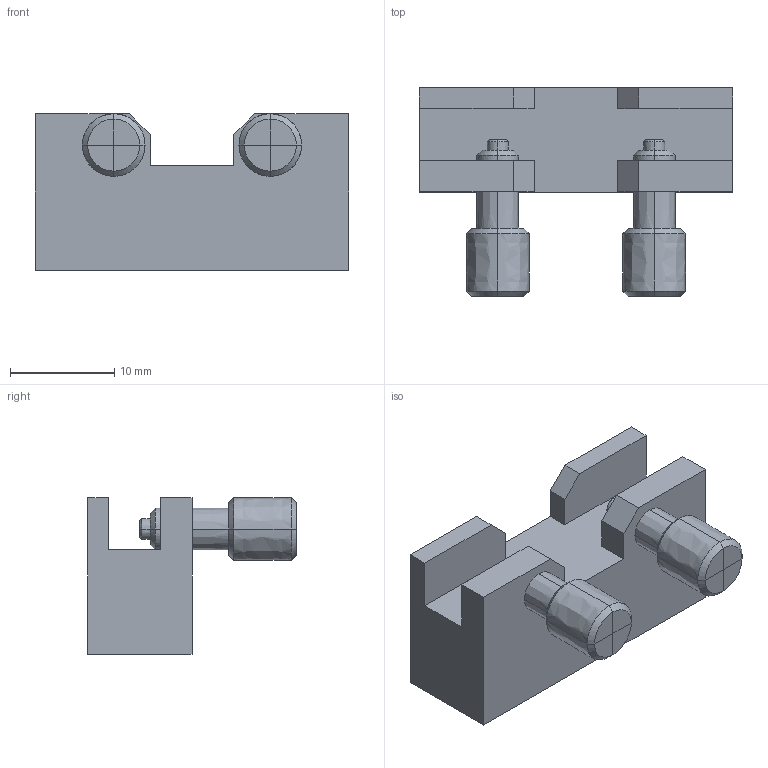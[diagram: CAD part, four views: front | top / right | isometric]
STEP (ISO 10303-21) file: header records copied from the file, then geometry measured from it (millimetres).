
FILE_DESCRIPTION (( 'STEP AP203' ), '1' );
FILE_NAME ('54996_54996.step', '2021-02-01T18:02:26', ( '' ), ( '' ), 'SwSTEP 2.0', 'SolidWorks 2018', '' );
FILE_SCHEMA (( 'CONFIG_CONTROL_DESIGN' ));
Length unit declared in the file: millimetre
Products named in the file (1): 54996_54996
Bounding box: 30 x 20 x 15 mm (x, y, z)
Volume: 3818.9 mm3; surface area: 2675 mm2
Topology: 5 solids, 5 shells, 158 faces, 338 edges, 177 vertices
Faces by surface type: bspline 158
Entity records: 4495 total; most frequent: CARTESIAN_POINT 1596, ORIENTED_EDGE 652, DIRECTION 456, EDGE_CURVE 326, LINE 198, VECTOR 198, VERTEX_POINT 177, EDGE_LOOP 161
